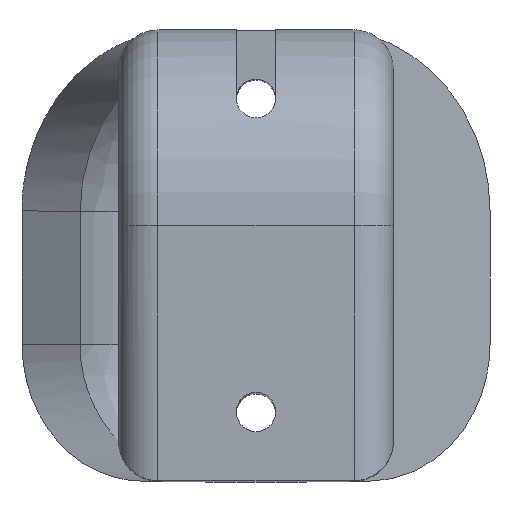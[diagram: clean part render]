
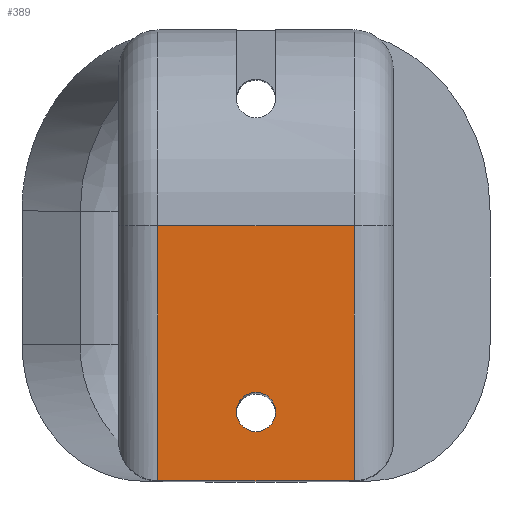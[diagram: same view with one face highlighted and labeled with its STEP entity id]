
A CAD part, top view. The second image highlights one B-rep face of the part: STEP entity #389.
In plain terms, the highlighted planar face has unit normal (0, 0, 1).
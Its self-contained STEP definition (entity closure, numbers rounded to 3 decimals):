
#1 = AXIS2_PLACEMENT_3D ( 'NONE', #757, #855, #970 ) ;
#77 = ORIENTED_EDGE ( 'NONE', *, *, #1408, .F. ) ;
#104 = CARTESIAN_POINT ( 'NONE',  ( 3.5, 6.5, 17.89 ) ) ;
#186 = VECTOR ( 'NONE', #656, 1000. ) ;
#195 = CARTESIAN_POINT ( 'NONE',  ( -2.5, 0., 17.89 ) ) ;
#226 = LINE ( 'NONE', #518, #366 ) ;
#272 = VERTEX_POINT ( 'NONE', #365 ) ;
#297 = FACE_OUTER_BOUND ( 'NONE', #1139, .T. ) ;
#316 = LINE ( 'NONE', #104, #186 ) ;
#333 = DIRECTION ( 'NONE',  ( 1., 0., 0. ) ) ;
#365 = CARTESIAN_POINT ( 'NONE',  ( 2.5, 6.5, 17.89 ) ) ;
#366 = VECTOR ( 'NONE', #947, 1000. ) ;
#373 = EDGE_CURVE ( 'NONE', #1049, #1200, #374, .T. ) ;
#374 = LINE ( 'NONE', #800, #957 ) ;
#389 = ADVANCED_FACE ( 'NONE', ( #836, #297 ), #1381, .F. ) ;
#412 = VERTEX_POINT ( 'NONE', #1263 ) ;
#424 = ORIENTED_EDGE ( 'NONE', *, *, #458, .T. ) ;
#448 = CARTESIAN_POINT ( 'NONE',  ( 0.5, 1.75, 17.89 ) ) ;
#454 = CARTESIAN_POINT ( 'NONE',  ( 2.5, 0., 17.89 ) ) ;
#458 = EDGE_CURVE ( 'NONE', #1200, #272, #1297, .T. ) ;
#510 = ORIENTED_EDGE ( 'NONE', *, *, #1019, .T. ) ;
#518 = CARTESIAN_POINT ( 'NONE',  ( -2.5, 11.5, 17.89 ) ) ;
#528 = AXIS2_PLACEMENT_3D ( 'NONE', #952, #1157, #935 ) ;
#592 = CIRCLE ( 'NONE', #1, 0.5 ) ;
#656 = DIRECTION ( 'NONE',  ( -1., 0., 0. ) ) ;
#717 = VERTEX_POINT ( 'NONE', #975 ) ;
#732 = DIRECTION ( 'NONE',  ( 0., 0., 1. ) ) ;
#757 = CARTESIAN_POINT ( 'NONE',  ( 0., 1.75, 17.89 ) ) ;
#800 = CARTESIAN_POINT ( 'NONE',  ( 3.5, 0., 17.89 ) ) ;
#836 = FACE_BOUND ( 'NONE', #917, .T. ) ;
#855 = DIRECTION ( 'NONE',  ( 0., 0., 1. ) ) ;
#917 = EDGE_LOOP ( 'NONE', ( #1329, #77 ) ) ;
#935 = DIRECTION ( 'NONE',  ( -1., 0., 0. ) ) ;
#943 = ORIENTED_EDGE ( 'NONE', *, *, #373, .T. ) ;
#947 = DIRECTION ( 'NONE',  ( 0., -1., 0. ) ) ;
#952 = CARTESIAN_POINT ( 'NONE',  ( 3.5, 11.5, 17.89 ) ) ;
#957 = VECTOR ( 'NONE', #1126, 1000. ) ;
#963 = CARTESIAN_POINT ( 'NONE',  ( 2.5, 11.5, 17.89 ) ) ;
#970 = DIRECTION ( 'NONE',  ( 1., 0., 0. ) ) ;
#975 = CARTESIAN_POINT ( 'NONE',  ( -2.5, 6.5, 17.89 ) ) ;
#1019 = EDGE_CURVE ( 'NONE', #272, #717, #316, .T. ) ;
#1037 = EDGE_CURVE ( 'NONE', #1195, #412, #1388, .T. ) ;
#1049 = VERTEX_POINT ( 'NONE', #195 ) ;
#1067 = EDGE_CURVE ( 'NONE', #717, #1049, #226, .T. ) ;
#1126 = DIRECTION ( 'NONE',  ( 1., 0., 0. ) ) ;
#1139 = EDGE_LOOP ( 'NONE', ( #943, #424, #510, #1403 ) ) ;
#1156 = AXIS2_PLACEMENT_3D ( 'NONE', #1393, #732, #333 ) ;
#1157 = DIRECTION ( 'NONE',  ( 0., 0., -1. ) ) ;
#1195 = VERTEX_POINT ( 'NONE', #448 ) ;
#1200 = VERTEX_POINT ( 'NONE', #454 ) ;
#1263 = CARTESIAN_POINT ( 'NONE',  ( -0.5, 1.75, 17.89 ) ) ;
#1269 = VECTOR ( 'NONE', #1279, 1000. ) ;
#1279 = DIRECTION ( 'NONE',  ( 0., 1., 0. ) ) ;
#1297 = LINE ( 'NONE', #963, #1269 ) ;
#1329 = ORIENTED_EDGE ( 'NONE', *, *, #1037, .F. ) ;
#1381 = PLANE ( 'NONE',  #528 ) ;
#1388 = CIRCLE ( 'NONE', #1156, 0.5 ) ;
#1393 = CARTESIAN_POINT ( 'NONE',  ( 0., 1.75, 17.89 ) ) ;
#1403 = ORIENTED_EDGE ( 'NONE', *, *, #1067, .T. ) ;
#1408 = EDGE_CURVE ( 'NONE', #412, #1195, #592, .T. ) ;
